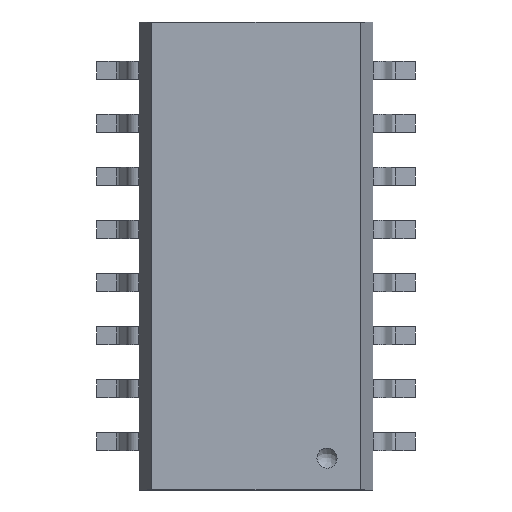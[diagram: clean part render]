
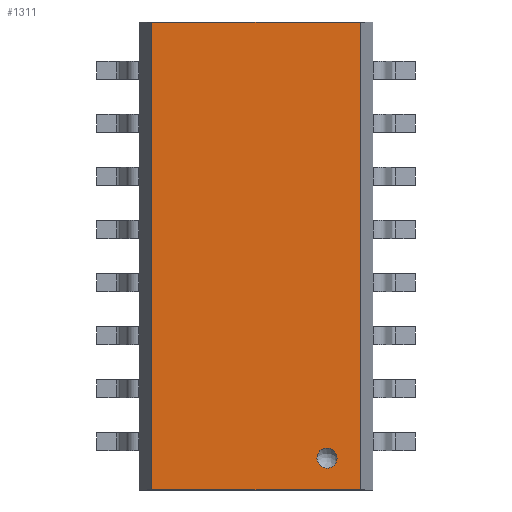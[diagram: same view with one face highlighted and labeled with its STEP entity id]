
A CAD part, top view. The second image highlights one B-rep face of the part: STEP entity #1311.
In plain terms, the highlighted planar face has unit normal (0, 0, 1).
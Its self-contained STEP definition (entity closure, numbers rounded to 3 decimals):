
#2 = CARTESIAN_POINT ( 'NONE',  ( 1.941, -4.902, 1. ) ) ;
#71 = DIRECTION ( 'NONE',  ( -1., 0., 0. ) ) ;
#82 = CARTESIAN_POINT ( 'NONE',  ( 1.574, -4.624, 1. ) ) ;
#101 = EDGE_LOOP ( 'NONE', ( #619, #412 ) ) ;
#121 = LINE ( 'NONE', #690, #579 ) ;
#128 = VERTEX_POINT ( 'NONE', #1283 ) ;
#155 = EDGE_CURVE ( 'NONE', #1317, #935, #473, .T. ) ;
#158 = DIRECTION ( 'NONE',  ( 0., -1., 0. ) ) ;
#185 = B_SPLINE_CURVE_WITH_KNOTS ( 'NONE', 3,
 ( #191, #294, #1279, #636, #1031, #746, #82, #851, #192, #956 ),
 .UNSPECIFIED., .F., .F.,
 ( 4, 2, 2, 2, 4 ),
 ( 0.001, 0.001, 0.001, 0.001, 0.002 ),
 .UNSPECIFIED. ) ;
#188 = CARTESIAN_POINT ( 'NONE',  ( 1.637, -5.08, 1. ) ) ;
#191 = CARTESIAN_POINT ( 'NONE',  ( 1.941, -4.839, 1. ) ) ;
#192 = CARTESIAN_POINT ( 'NONE',  ( 1.459, -4.775, 1. ) ) ;
#217 = VERTEX_POINT ( 'NONE', #554 ) ;
#287 = VECTOR ( 'NONE', #158, 1000. ) ;
#289 = CARTESIAN_POINT ( 'NONE',  ( 1.574, -5.054, 1. ) ) ;
#294 = CARTESIAN_POINT ( 'NONE',  ( 1.941, -4.776, 1. ) ) ;
#320 = LINE ( 'NONE', #1396, #538 ) ;
#377 = ORIENTED_EDGE ( 'NONE', *, *, #1129, .F. ) ;
#412 = ORIENTED_EDGE ( 'NONE', *, *, #895, .F. ) ;
#421 = CARTESIAN_POINT ( 'NONE',  ( 1.941, -4.839, 1. ) ) ;
#445 = CARTESIAN_POINT ( 'NONE',  ( 1.915, -4.965, 1. ) ) ;
#468 = CARTESIAN_POINT ( 'NONE',  ( -2.5, -5.6, 1. ) ) ;
#472 = FACE_BOUND ( 'NONE', #101, .T. ) ;
#473 = B_SPLINE_CURVE_WITH_KNOTS ( 'NONE', 3,
 ( #1348, #1128, #708, #289, #188, #754, #987, #445, #2, #776 ),
 .UNSPECIFIED., .F., .F.,
 ( 4, 2, 2, 2, 4 ),
 ( 0., 0., 0., 0.001, 0.001 ),
 .UNSPECIFIED. ) ;
#503 = DIRECTION ( 'NONE',  ( 0., 0., -1. ) ) ;
#510 = ORIENTED_EDGE ( 'NONE', *, *, #847, .T. ) ;
#538 = VECTOR ( 'NONE', #71, 1000. ) ;
#554 = CARTESIAN_POINT ( 'NONE',  ( -2.5, -5.6, 1. ) ) ;
#579 = VECTOR ( 'NONE', #1346, 1000. ) ;
#619 = ORIENTED_EDGE ( 'NONE', *, *, #155, .F. ) ;
#636 = CARTESIAN_POINT ( 'NONE',  ( 1.826, -4.625, 1. ) ) ;
#681 = LINE ( 'NONE', #468, #1101 ) ;
#690 = CARTESIAN_POINT ( 'NONE',  ( 0., -5.6, 1. ) ) ;
#708 = CARTESIAN_POINT ( 'NONE',  ( 1.485, -4.965, 1. ) ) ;
#710 = CARTESIAN_POINT ( 'NONE',  ( 2.5, -5.6, 1. ) ) ;
#718 = FACE_OUTER_BOUND ( 'NONE', #939, .T. ) ;
#721 = PLANE ( 'NONE',  #1036 ) ;
#727 = CARTESIAN_POINT ( 'NONE',  ( 1.459, -4.839, 1. ) ) ;
#743 = CARTESIAN_POINT ( 'NONE',  ( -2.5, 5.6, 1. ) ) ;
#746 = CARTESIAN_POINT ( 'NONE',  ( 1.637, -4.598, 1. ) ) ;
#754 = CARTESIAN_POINT ( 'NONE',  ( 1.763, -5.08, 1. ) ) ;
#776 = CARTESIAN_POINT ( 'NONE',  ( 1.941, -4.839, 1. ) ) ;
#847 = EDGE_CURVE ( 'NONE', #1254, #872, #320, .T. ) ;
#851 = CARTESIAN_POINT ( 'NONE',  ( 1.485, -4.713, 1. ) ) ;
#859 = ORIENTED_EDGE ( 'NONE', *, *, #1282, .F. ) ;
#872 = VERTEX_POINT ( 'NONE', #743 ) ;
#895 = EDGE_CURVE ( 'NONE', #935, #1317, #185, .T. ) ;
#911 = DIRECTION ( 'NONE',  ( 0., 1., 0. ) ) ;
#935 = VERTEX_POINT ( 'NONE', #421 ) ;
#936 = ORIENTED_EDGE ( 'NONE', *, *, #1202, .F. ) ;
#939 = EDGE_LOOP ( 'NONE', ( #936, #377, #859, #510 ) ) ;
#956 = CARTESIAN_POINT ( 'NONE',  ( 1.459, -4.839, 1. ) ) ;
#987 = CARTESIAN_POINT ( 'NONE',  ( 1.825, -5.054, 1. ) ) ;
#1025 = CARTESIAN_POINT ( 'NONE',  ( 2.5, 5.6, 1. ) ) ;
#1031 = CARTESIAN_POINT ( 'NONE',  ( 1.764, -4.598, 1. ) ) ;
#1036 = AXIS2_PLACEMENT_3D ( 'NONE', #1147, #503, #1261 ) ;
#1068 = LINE ( 'NONE', #710, #287 ) ;
#1101 = VECTOR ( 'NONE', #911, 1000. ) ;
#1128 = CARTESIAN_POINT ( 'NONE',  ( 1.459, -4.903, 1. ) ) ;
#1129 = EDGE_CURVE ( 'NONE', #128, #217, #121, .T. ) ;
#1147 = CARTESIAN_POINT ( 'NONE',  ( 2.5, -5.6, 1. ) ) ;
#1202 = EDGE_CURVE ( 'NONE', #217, #872, #681, .T. ) ;
#1254 = VERTEX_POINT ( 'NONE', #1025 ) ;
#1261 = DIRECTION ( 'NONE',  ( -1., 0., 0. ) ) ;
#1279 = CARTESIAN_POINT ( 'NONE',  ( 1.915, -4.713, 1. ) ) ;
#1282 = EDGE_CURVE ( 'NONE', #1254, #128, #1068, .T. ) ;
#1283 = CARTESIAN_POINT ( 'NONE',  ( 2.5, -5.6, 1. ) ) ;
#1311 = ADVANCED_FACE ( 'NONE', ( #718, #472 ), #721, .F. ) ;
#1317 = VERTEX_POINT ( 'NONE', #727 ) ;
#1346 = DIRECTION ( 'NONE',  ( -1., 0., 0. ) ) ;
#1348 = CARTESIAN_POINT ( 'NONE',  ( 1.459, -4.839, 1. ) ) ;
#1396 = CARTESIAN_POINT ( 'NONE',  ( 0., 5.6, 1. ) ) ;
